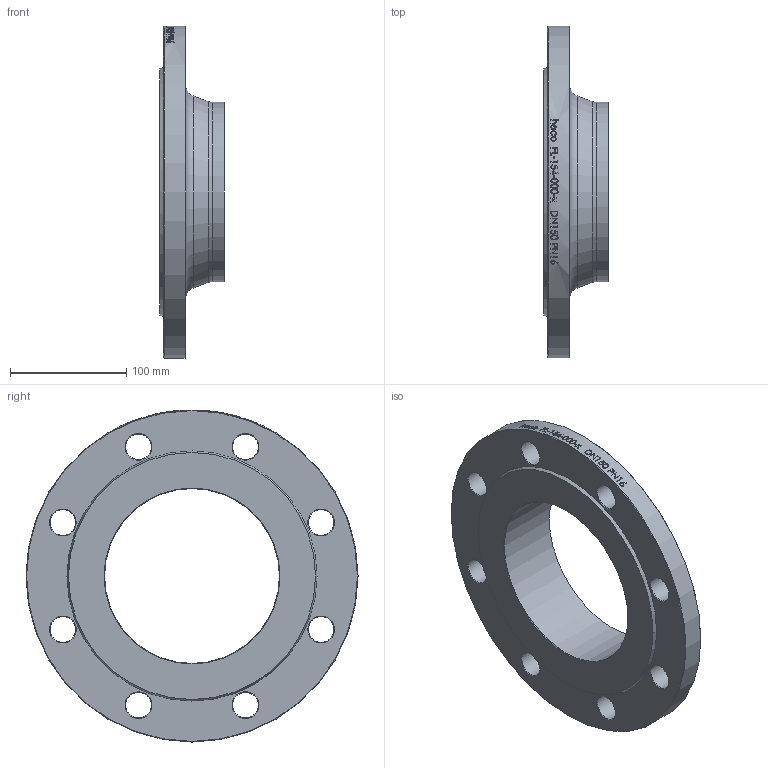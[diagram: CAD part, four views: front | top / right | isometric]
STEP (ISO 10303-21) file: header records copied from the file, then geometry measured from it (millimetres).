
FILE_DESCRIPTION (( 'STEP AP214' ), '1' );
FILE_NAME ('FL-154-000-x Vorschweissflansch DN150 PN16 metric DIN2633 2009.STEP', '2020-09-15T09:53:39', ( '' ), ( '' ), 'SwSTEP 2.0', 'SolidWorks 2019', '' );
FILE_SCHEMA (( 'AUTOMOTIVE_DESIGN' ));
Length unit declared in the file: millimetre
Products named in the file (1): FL-154-000-x Vorschweissflansch DN150 PN16 metric DIN2633 2009
Bounding box: 55 x 285 x 285 mm (x, y, z)
Volume: 949519.4 mm3; surface area: 152157.9 mm2
Topology: 1 solids, 1 shells, 73 faces, 335 edges, 300 vertices
Faces by surface type: cylinder 46, cone 21, plane 4, torus 2
Full cylindrical faces by diameter (mm): 22 x8, 150 x1, 154 x1, 285 x1
Entity records: 8043 total; most frequent: CARTESIAN_POINT 5190, ORIENTED_EDGE 576, DIRECTION 405, EDGE_CURVE 288, VERTEX_POINT 288, AXIS2_PLACEMENT_3D 180, EDGE_LOOP 162, B_SPLINE_CURVE_WITH_KNOTS 137
